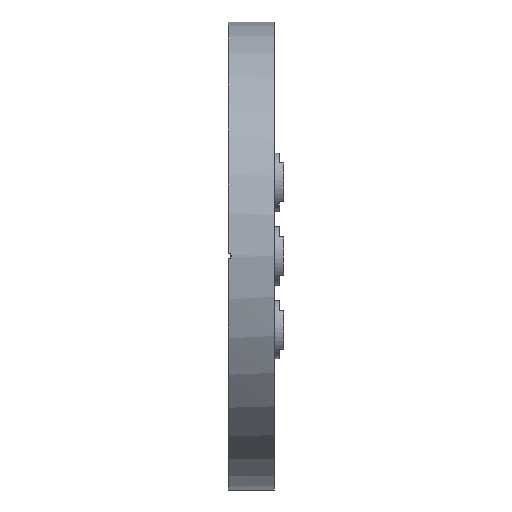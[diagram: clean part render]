
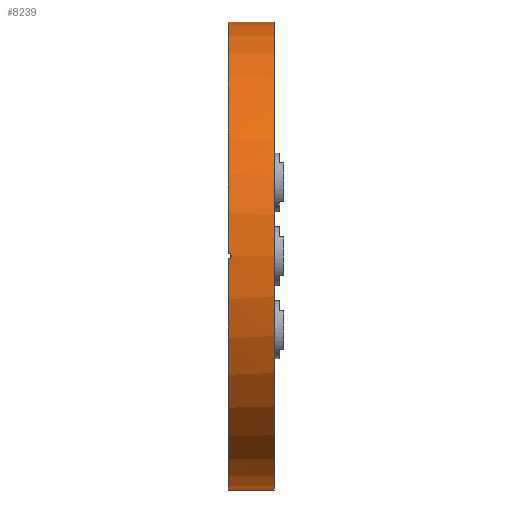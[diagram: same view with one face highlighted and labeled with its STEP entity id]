
A CAD part, left-side view. The second image highlights one B-rep face of the part: STEP entity #8239.
In plain terms, the highlighted cylindrical face has radius 76.2 mm (diameter 152.4 mm), a partial arc.
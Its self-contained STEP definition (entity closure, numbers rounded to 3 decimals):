
#46 = CARTESIAN_POINT ( 'NONE',  ( -76.2, -0.974, 0.263 ) ) ;
#73 = ORIENTED_EDGE ( 'NONE', *, *, #2626, .F. ) ;
#98 = EDGE_CURVE ( 'NONE', #1923, #3076, #4764, .T. ) ;
#541 = CARTESIAN_POINT ( 'NONE',  ( 0., -15., 0. ) ) ;
#589 = EDGE_CURVE ( 'NONE', #3076, #8152, #3966, .T. ) ;
#615 = EDGE_LOOP ( 'NONE', ( #1876, #4721, #1447, #5516, #5140, #73 ) ) ;
#934 = EDGE_CURVE ( 'NONE', #4330, #8152, #3957, .T. ) ;
#1036 = B_SPLINE_CURVE_WITH_KNOTS ( 'NONE', 3,
 ( #4020, #8013, #6009, #11047, #5044, #12041, #6044, #46, #7059, #1038, #8061, #2058, #9045, #3072, #10059, #4068 ),
 .UNSPECIFIED., .F., .F.,
 ( 4, 2, 2, 2, 2, 2, 2, 4 ),
 ( 0., 0., 0.001, 0.001, 0.002, 0.002, 0.002, 0.003 ),
 .UNSPECIFIED. ) ;
#1038 = CARTESIAN_POINT ( 'NONE',  ( -76.2, -1., -0.13 ) ) ;
#1447 = ORIENTED_EDGE ( 'NONE', *, *, #589, .T. ) ;
#1536 = DIRECTION ( 'NONE',  ( 0., 0., 1. ) ) ;
#1785 = EDGE_CURVE ( 'NONE', #4330, #11609, #1036, .T. ) ;
#1876 = ORIENTED_EDGE ( 'NONE', *, *, #6036, .F. ) ;
#1923 = VERTEX_POINT ( 'NONE', #10187 ) ;
#2058 = CARTESIAN_POINT ( 'NONE',  ( -76.198, -0.874, -0.503 ) ) ;
#2590 = CARTESIAN_POINT ( 'NONE',  ( 0., 0., -76.2 ) ) ;
#2626 = EDGE_CURVE ( 'NONE', #3040, #11609, #7550, .T. ) ;
#2645 = VECTOR ( 'NONE', #12627, 1000. ) ;
#2804 = CARTESIAN_POINT ( 'NONE',  ( 0., 0., 0. ) ) ;
#3040 = VERTEX_POINT ( 'NONE', #2590 ) ;
#3072 = CARTESIAN_POINT ( 'NONE',  ( -76.195, -0.521, -0.893 ) ) ;
#3076 = VERTEX_POINT ( 'NONE', #6635 ) ;
#3351 = CARTESIAN_POINT ( 'NONE',  ( 0., -15., 76.2 ) ) ;
#3819 = DIRECTION ( 'NONE',  ( 0., 0., 1. ) ) ;
#3957 = CIRCLE ( 'NONE', #10068, 76.2 ) ;
#3966 = LINE ( 'NONE', #3351, #8654 ) ;
#4020 = CARTESIAN_POINT ( 'NONE',  ( -76.193, 0., 1. ) ) ;
#4068 = CARTESIAN_POINT ( 'NONE',  ( -76.193, 0., -1. ) ) ;
#4107 = CYLINDRICAL_SURFACE ( 'NONE', #4591, 76.2 ) ;
#4330 = VERTEX_POINT ( 'NONE', #12171 ) ;
#4530 = AXIS2_PLACEMENT_3D ( 'NONE', #541, #7557, #1536 ) ;
#4562 = DIRECTION ( 'NONE',  ( 0., 0., 1. ) ) ;
#4591 = AXIS2_PLACEMENT_3D ( 'NONE', #6538, #10558, #4562 ) ;
#4721 = ORIENTED_EDGE ( 'NONE', *, *, #98, .T. ) ;
#4764 = CIRCLE ( 'NONE', #4530, 76.2 ) ;
#5044 = CARTESIAN_POINT ( 'NONE',  ( -76.196, -0.615, 0.799 ) ) ;
#5106 = DIRECTION ( 'NONE',  ( 0., 1., 0. ) ) ;
#5140 = ORIENTED_EDGE ( 'NONE', *, *, #1785, .T. ) ;
#5516 = ORIENTED_EDGE ( 'NONE', *, *, #934, .F. ) ;
#6009 = CARTESIAN_POINT ( 'NONE',  ( -76.194, -0.262, 0.974 ) ) ;
#6036 = EDGE_CURVE ( 'NONE', #1923, #3040, #7663, .T. ) ;
#6044 = CARTESIAN_POINT ( 'NONE',  ( -76.198, -0.874, 0.503 ) ) ;
#6538 = CARTESIAN_POINT ( 'NONE',  ( 0., -15., 0. ) ) ;
#6635 = CARTESIAN_POINT ( 'NONE',  ( 0., -15., 76.2 ) ) ;
#6822 = AXIS2_PLACEMENT_3D ( 'NONE', #11104, #5106, #12124 ) ;
#7059 = CARTESIAN_POINT ( 'NONE',  ( -76.2, -1., 0.131 ) ) ;
#7550 = CIRCLE ( 'NONE', #6822, 76.2 ) ;
#7557 = DIRECTION ( 'NONE',  ( 0., 1., 0. ) ) ;
#7663 = LINE ( 'NONE', #11617, #2645 ) ;
#8013 = CARTESIAN_POINT ( 'NONE',  ( -76.193, -0.132, 1. ) ) ;
#8061 = CARTESIAN_POINT ( 'NONE',  ( -76.2, -0.974, -0.261 ) ) ;
#8152 = VERTEX_POINT ( 'NONE', #11448 ) ;
#8239 = ADVANCED_FACE ( 'NONE', ( #9411 ), #4107, .T. ) ;
#8654 = VECTOR ( 'NONE', #11359, 1000. ) ;
#8820 = CARTESIAN_POINT ( 'NONE',  ( -76.193, 0., -1. ) ) ;
#9045 = CARTESIAN_POINT ( 'NONE',  ( -76.198, -0.801, -0.613 ) ) ;
#9411 = FACE_OUTER_BOUND ( 'NONE', #615, .T. ) ;
#9798 = DIRECTION ( 'NONE',  ( 0., 1., 0. ) ) ;
#10059 = CARTESIAN_POINT ( 'NONE',  ( -76.193, -0.264, -1. ) ) ;
#10068 = AXIS2_PLACEMENT_3D ( 'NONE', #2804, #9798, #3819 ) ;
#10187 = CARTESIAN_POINT ( 'NONE',  ( 0., -15., -76.2 ) ) ;
#10558 = DIRECTION ( 'NONE',  ( 0., 1., 0. ) ) ;
#11047 = CARTESIAN_POINT ( 'NONE',  ( -76.195, -0.504, 0.874 ) ) ;
#11104 = CARTESIAN_POINT ( 'NONE',  ( 0., 0., 0. ) ) ;
#11359 = DIRECTION ( 'NONE',  ( 0., 1., 0. ) ) ;
#11448 = CARTESIAN_POINT ( 'NONE',  ( 0., 0., 76.2 ) ) ;
#11609 = VERTEX_POINT ( 'NONE', #8820 ) ;
#11617 = CARTESIAN_POINT ( 'NONE',  ( 0., -15., -76.2 ) ) ;
#12041 = CARTESIAN_POINT ( 'NONE',  ( -76.198, -0.799, 0.615 ) ) ;
#12124 = DIRECTION ( 'NONE',  ( 0., 0., 1. ) ) ;
#12171 = CARTESIAN_POINT ( 'NONE',  ( -76.193, 0., 1. ) ) ;
#12627 = DIRECTION ( 'NONE',  ( 0., 1., 0. ) ) ;
